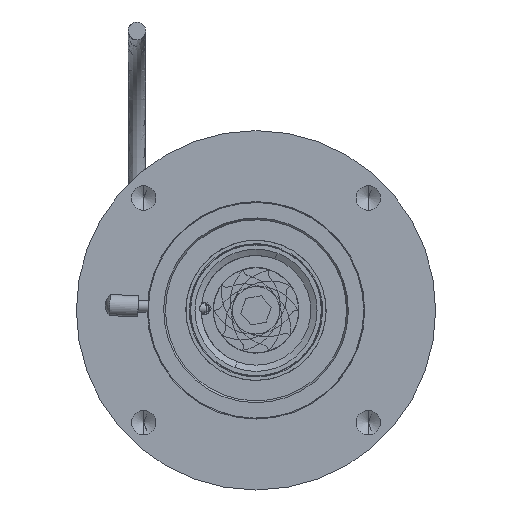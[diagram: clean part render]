
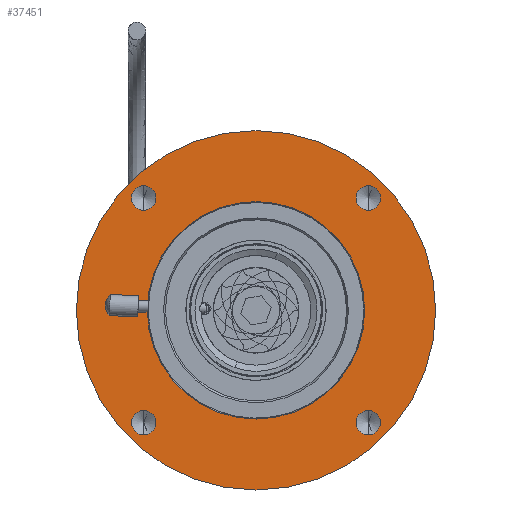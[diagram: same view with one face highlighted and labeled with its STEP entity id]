
A CAD part, left-side view. The second image highlights one B-rep face of the part: STEP entity #37451.
In plain terms, the highlighted planar face has unit normal (-1, 0, 0).
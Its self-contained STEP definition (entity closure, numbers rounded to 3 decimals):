
#245 = DIRECTION ( 'NONE',  ( 0., 0., 1. ) ) ;
#1961 = FACE_BOUND ( 'NONE', #97541, .T. ) ;
#2094 = AXIS2_PLACEMENT_3D ( 'NONE', #77027, #12202, #84456 ) ;
#2470 = DIRECTION ( 'NONE',  ( -1., 0., 0. ) ) ;
#2520 = AXIS2_PLACEMENT_3D ( 'NONE', #24039, #48475, #64736 ) ;
#3661 = CIRCLE ( 'NONE', #64473, 1.727 ) ;
#4120 = CARTESIAN_POINT ( 'NONE',  ( 0., 0., 0. ) ) ;
#4458 = CARTESIAN_POINT ( 'NONE',  ( 0., 0., -25.4 ) ) ;
#4476 = DIRECTION ( 'NONE',  ( 0., 0., 1. ) ) ;
#4636 = EDGE_CURVE ( 'NONE', #88745, #83440, #14440, .T. ) ;
#4976 = ORIENTED_EDGE ( 'NONE', *, *, #56239, .T. ) ;
#5797 = CIRCLE ( 'NONE', #74248, 1.727 ) ;
#8643 = CARTESIAN_POINT ( 'NONE',  ( 0., -15.875, -17.602 ) ) ;
#11029 = CARTESIAN_POINT ( 'NONE',  ( 0., 15.875, -14.148 ) ) ;
#11664 = AXIS2_PLACEMENT_3D ( 'NONE', #62071, #29490, #86101 ) ;
#12202 = DIRECTION ( 'NONE',  ( -1., 0., 0. ) ) ;
#13124 = DIRECTION ( 'NONE',  ( 0., 0., 1. ) ) ;
#14440 = CIRCLE ( 'NONE', #66302, 15.367 ) ;
#16213 = AXIS2_PLACEMENT_3D ( 'NONE', #94638, #53589, #21370 ) ;
#16918 = VERTEX_POINT ( 'NONE', #57830 ) ;
#18518 = EDGE_CURVE ( 'NONE', #59281, #16918, #45887, .T. ) ;
#18574 = CARTESIAN_POINT ( 'NONE',  ( 0., -15.875, -14.148 ) ) ;
#19368 = CIRCLE ( 'NONE', #25535, 1.727 ) ;
#19668 = FACE_BOUND ( 'NONE', #27445, .T. ) ;
#20274 = AXIS2_PLACEMENT_3D ( 'NONE', #57689, #72564, #80742 ) ;
#20358 = DIRECTION ( 'NONE',  ( -1., 0., 0. ) ) ;
#20453 = PLANE ( 'NONE',  #25241 ) ;
#20983 = FACE_BOUND ( 'NONE', #30396, .T. ) ;
#21370 = DIRECTION ( 'NONE',  ( 0., 0., 1. ) ) ;
#21389 = DIRECTION ( 'NONE',  ( 0., 0., 1. ) ) ;
#21487 = DIRECTION ( 'NONE',  ( 0., 0., -1. ) ) ;
#23185 = DIRECTION ( 'NONE',  ( 0., 0., 1. ) ) ;
#24039 = CARTESIAN_POINT ( 'NONE',  ( 0., 0., 0. ) ) ;
#24628 = DIRECTION ( 'NONE',  ( 0., 0., 1. ) ) ;
#25241 = AXIS2_PLACEMENT_3D ( 'NONE', #61549, #77130, #21487 ) ;
#25535 = AXIS2_PLACEMENT_3D ( 'NONE', #38787, #104537, #23185 ) ;
#25760 = EDGE_CURVE ( 'NONE', #16918, #59281, #51956, .T. ) ;
#26328 = VERTEX_POINT ( 'NONE', #8643 ) ;
#27445 = EDGE_LOOP ( 'NONE', ( #89052, #77681 ) ) ;
#29490 = DIRECTION ( 'NONE',  ( -1., 0., 0. ) ) ;
#30396 = EDGE_LOOP ( 'NONE', ( #65660, #72018 ) ) ;
#31352 = AXIS2_PLACEMENT_3D ( 'NONE', #71830, #64033, #245 ) ;
#31468 = CIRCLE ( 'NONE', #11664, 1.727 ) ;
#31536 = CARTESIAN_POINT ( 'NONE',  ( 0., 0., 25.4 ) ) ;
#32545 = CIRCLE ( 'NONE', #16213, 1.727 ) ;
#34405 = CARTESIAN_POINT ( 'NONE',  ( 0., 0., 15.367 ) ) ;
#34426 = ORIENTED_EDGE ( 'NONE', *, *, #95043, .F. ) ;
#34755 = CARTESIAN_POINT ( 'NONE',  ( 0., -15.875, -15.875 ) ) ;
#35400 = EDGE_CURVE ( 'NONE', #83440, #88745, #47864, .T. ) ;
#36000 = EDGE_CURVE ( 'NONE', #56106, #79938, #32545, .T. ) ;
#37451 = ADVANCED_FACE ( 'NONE', ( #1961, #20983, #62765, #19668, #60243, #78014 ), #20453, .F. ) ;
#38787 = CARTESIAN_POINT ( 'NONE',  ( 0., -15.875, -15.875 ) ) ;
#39210 = ORIENTED_EDGE ( 'NONE', *, *, #40113, .T. ) ;
#40113 = EDGE_CURVE ( 'NONE', #94557, #55858, #91081, .T. ) ;
#40563 = DIRECTION ( 'NONE',  ( -1., 0., 0. ) ) ;
#40685 = CARTESIAN_POINT ( 'NONE',  ( 0., -15.875, 17.602 ) ) ;
#45380 = DIRECTION ( 'NONE',  ( -1., 0., 0. ) ) ;
#45887 = CIRCLE ( 'NONE', #20274, 1.727 ) ;
#47864 = CIRCLE ( 'NONE', #2520, 15.367 ) ;
#48475 = DIRECTION ( 'NONE',  ( -1., 0., 0. ) ) ;
#50179 = CARTESIAN_POINT ( 'NONE',  ( 0., 0., -15.367 ) ) ;
#51249 = CARTESIAN_POINT ( 'NONE',  ( 0., -15.875, 14.148 ) ) ;
#51751 = CARTESIAN_POINT ( 'NONE',  ( 0., 15.875, 17.602 ) ) ;
#51956 = CIRCLE ( 'NONE', #31352, 1.727 ) ;
#52133 = EDGE_LOOP ( 'NONE', ( #65861, #58613 ) ) ;
#53589 = DIRECTION ( 'NONE',  ( -1., 0., 0. ) ) ;
#54727 = CARTESIAN_POINT ( 'NONE',  ( 0., 15.875, 14.148 ) ) ;
#55858 = VERTEX_POINT ( 'NONE', #31536 ) ;
#56106 = VERTEX_POINT ( 'NONE', #40685 ) ;
#56239 = EDGE_CURVE ( 'NONE', #55858, #94557, #57119, .T. ) ;
#57119 = CIRCLE ( 'NONE', #86139, 25.4 ) ;
#57689 = CARTESIAN_POINT ( 'NONE',  ( 0., 15.875, -15.875 ) ) ;
#57830 = CARTESIAN_POINT ( 'NONE',  ( 0., 15.875, -17.602 ) ) ;
#58613 = ORIENTED_EDGE ( 'NONE', *, *, #25760, .F. ) ;
#58686 = EDGE_CURVE ( 'NONE', #77350, #102091, #5797, .T. ) ;
#59281 = VERTEX_POINT ( 'NONE', #11029 ) ;
#59937 = EDGE_LOOP ( 'NONE', ( #71870, #63483 ) ) ;
#60243 = FACE_BOUND ( 'NONE', #59937, .T. ) ;
#61549 = CARTESIAN_POINT ( 'NONE',  ( 0., 15.367, 0. ) ) ;
#61659 = VERTEX_POINT ( 'NONE', #18574 ) ;
#62071 = CARTESIAN_POINT ( 'NONE',  ( 0., -15.875, 15.875 ) ) ;
#62765 = FACE_BOUND ( 'NONE', #52133, .T. ) ;
#63483 = ORIENTED_EDGE ( 'NONE', *, *, #4636, .F. ) ;
#64033 = DIRECTION ( 'NONE',  ( -1., 0., 0. ) ) ;
#64473 = AXIS2_PLACEMENT_3D ( 'NONE', #34755, #2470, #67307 ) ;
#64736 = DIRECTION ( 'NONE',  ( 0., 0., 1. ) ) ;
#65660 = ORIENTED_EDGE ( 'NONE', *, *, #78583, .F. ) ;
#65861 = ORIENTED_EDGE ( 'NONE', *, *, #18518, .F. ) ;
#66302 = AXIS2_PLACEMENT_3D ( 'NONE', #81985, #40563, #24628 ) ;
#67307 = DIRECTION ( 'NONE',  ( 0., 0., 1. ) ) ;
#69482 = EDGE_CURVE ( 'NONE', #26328, #61659, #3661, .T. ) ;
#69920 = CARTESIAN_POINT ( 'NONE',  ( 0., 15.875, 15.875 ) ) ;
#70746 = EDGE_LOOP ( 'NONE', ( #4976, #39210 ) ) ;
#71830 = CARTESIAN_POINT ( 'NONE',  ( 0., 15.875, -15.875 ) ) ;
#71870 = ORIENTED_EDGE ( 'NONE', *, *, #35400, .F. ) ;
#72018 = ORIENTED_EDGE ( 'NONE', *, *, #69482, .F. ) ;
#72564 = DIRECTION ( 'NONE',  ( -1., 0., 0. ) ) ;
#74248 = AXIS2_PLACEMENT_3D ( 'NONE', #69920, #20358, #21389 ) ;
#74425 = EDGE_CURVE ( 'NONE', #102091, #77350, #79577, .T. ) ;
#77027 = CARTESIAN_POINT ( 'NONE',  ( 0., 15.875, 15.875 ) ) ;
#77130 = DIRECTION ( 'NONE',  ( 1., 0., 0. ) ) ;
#77350 = VERTEX_POINT ( 'NONE', #51751 ) ;
#77681 = ORIENTED_EDGE ( 'NONE', *, *, #74425, .F. ) ;
#78014 = FACE_OUTER_BOUND ( 'NONE', #70746, .T. ) ;
#78583 = EDGE_CURVE ( 'NONE', #61659, #26328, #19368, .T. ) ;
#79577 = CIRCLE ( 'NONE', #2094, 1.727 ) ;
#79938 = VERTEX_POINT ( 'NONE', #51249 ) ;
#80742 = DIRECTION ( 'NONE',  ( 0., 0., 1. ) ) ;
#81985 = CARTESIAN_POINT ( 'NONE',  ( 0., 0., 0. ) ) ;
#83440 = VERTEX_POINT ( 'NONE', #34405 ) ;
#84456 = DIRECTION ( 'NONE',  ( 0., 0., 1. ) ) ;
#84463 = AXIS2_PLACEMENT_3D ( 'NONE', #87126, #45380, #13124 ) ;
#84861 = DIRECTION ( 'NONE',  ( -1., 0., 0. ) ) ;
#86101 = DIRECTION ( 'NONE',  ( 0., 0., 1. ) ) ;
#86139 = AXIS2_PLACEMENT_3D ( 'NONE', #4120, #84861, #4476 ) ;
#87126 = CARTESIAN_POINT ( 'NONE',  ( 0., 0., 0. ) ) ;
#88745 = VERTEX_POINT ( 'NONE', #50179 ) ;
#89052 = ORIENTED_EDGE ( 'NONE', *, *, #58686, .F. ) ;
#91081 = CIRCLE ( 'NONE', #84463, 25.4 ) ;
#93728 = ORIENTED_EDGE ( 'NONE', *, *, #36000, .F. ) ;
#94557 = VERTEX_POINT ( 'NONE', #4458 ) ;
#94638 = CARTESIAN_POINT ( 'NONE',  ( 0., -15.875, 15.875 ) ) ;
#95043 = EDGE_CURVE ( 'NONE', #79938, #56106, #31468, .T. ) ;
#97541 = EDGE_LOOP ( 'NONE', ( #93728, #34426 ) ) ;
#102091 = VERTEX_POINT ( 'NONE', #54727 ) ;
#104537 = DIRECTION ( 'NONE',  ( -1., 0., 0. ) ) ;
